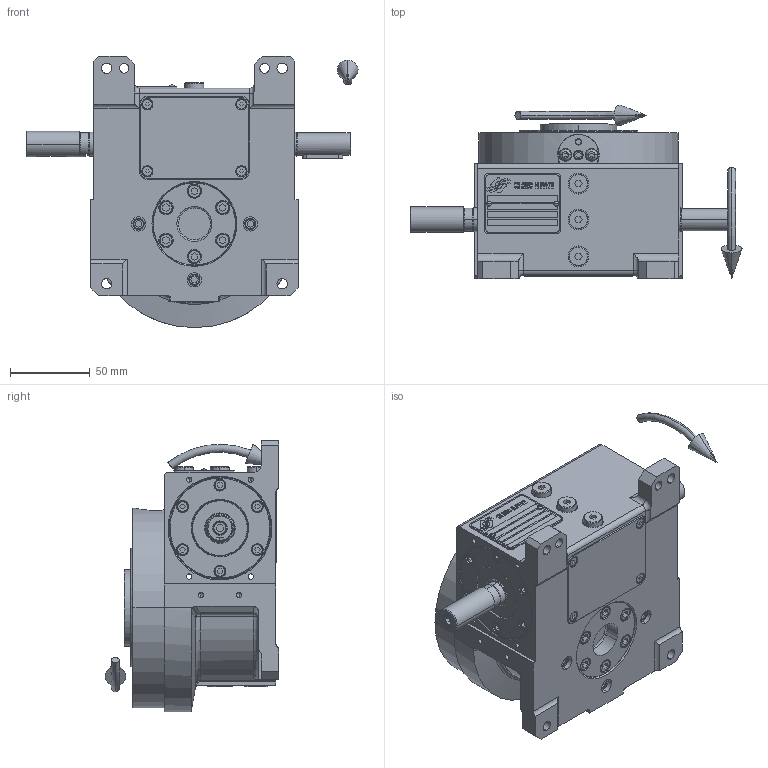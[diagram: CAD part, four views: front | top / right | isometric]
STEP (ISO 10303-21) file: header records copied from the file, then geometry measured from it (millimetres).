
FILE_DESCRIPTION (( 'STEP AP203' ), '1' );
FILE_NAME ('PC5200447.step', '2024-07-11T13:51:14', ( '' ), ( '' ), 'SwSTEP 2.0', 'SolidWorks 2020', '' );
FILE_SCHEMA (( 'CONFIG_CONTROL_DESIGN' ));
Length unit declared in the file: millimetre
Products named in the file (84): cfn2155_01_305; cfn2356_05_004; cfn2151_01_058; AS_cfn2476_01_001_48x38; cfn2073_01_027; cfn2115_02_083; PC5200447; rig03_005_n_01; AS_900_38_30_003; cfn2107_01_001; cfn2000_01_184; AS_rig03_015_n_01; cfn2203_02_001; AS_rig03_071_6_m_n_01; corda_or_178_0-180; cfn2000_01_170; rig03_021_n_01; AS_rig03_014_n_03; olio_agip_blasia_150; cfn2003_01_076; cfn2000_01_164; 65p_004_s_018; freccia_angolare_albero; cfn2128_05_001; cfn2000_01_161; cfn2151_01_190; cfn2010_01_058; cfn2128_04_015; cfn2205_01_111; cfn2223_01_300x6-b; AS_rig03_002_n_02; AS_cfn2128_05_001; AS_65p_004_s_018; rig03_007_master; cfn2010_01_015.prt; cfn2070_01_001; rig03_002_n_02; rig03_014_n_03; rig03_015_n_01; cfn2115_01_001 ...
Assembly tree (72 placements, depth 3):
  cfn2356_05_004
  cfn2151_01_058
  cfn2115_02_083
  PC5200447
    rig03_001_a_n_01
    AS_cfn2476_01_001_48x38
      cfn2476_01_001_48x38
      cfn2107_01_001  x2
    AS_rig03_071_6_m_n_01
      rig03_003_6_n_01
      rig03_005_n_01
      cfn2155_01_305
      rig03_021_n_01
      cfn2008_01_012  x2
      cfn2104_02_010
      cfn2010_01_015.prt
      cfn2000_01_164
      cfn2000_01_164
      cfn2000_01_164
      cfn2000_01_164
      cfn2000_01_164
      cfn2000_01_164
      cfn2000_01_164
      cfn2000_01_164
    AS_rig03_014_n_03
      rig03_014_n_03
      cfn2000_01_170
      cfn2000_01_170
      cfn2000_01_170
      cfn2000_01_170
      cfn2000_01_170
      cfn2000_01_170
      cfn2073_01_027
    AS_65p_004_s_018
      65p_004_s_018
      cfn2155_01_304
      cfn2070_01_001
      cfn2000_01_184
      cfn2000_01_184
      cfn2000_01_184
      cfn2000_01_184
      cfn2000_01_184
      cfn2000_01_184
    AS_65p_004_s_018
      65p_004_s_018
      cfn2155_01_304
      cfn2070_01_001
      cfn2000_01_184
      cfn2000_01_184
      cfn2000_01_184
      cfn2000_01_184
      cfn2000_01_184
      cfn2000_01_184
    AS_rig03_002_n_02
      rig03_002_n_02
      cfn2115_01_001
    cfn2128_04_015
    cfn2128_04_015
    cfn2128_04_015
    AS_cfn2128_05_001
Bounding box: 208 x 109 x 170 mm (x, y, z)
Volume: 430469 mm3; surface area: 213655.9 mm2
Topology: 64 solids, 64 shells, 2044 faces, 4970 edges, 3197 vertices
Faces by surface type: plane 1040, cylinder 643, cone 288, bspline 48, torus 13, sphere 12
Entity records: 71274 total; most frequent: CARTESIAN_POINT 14730, DIRECTION 10011, ORIENTED_EDGE 9736, EDGE_CURVE 4868, AXIS2_PLACEMENT_3D 3446, VERTEX_POINT 3163, LINE 3119, VECTOR 3119
